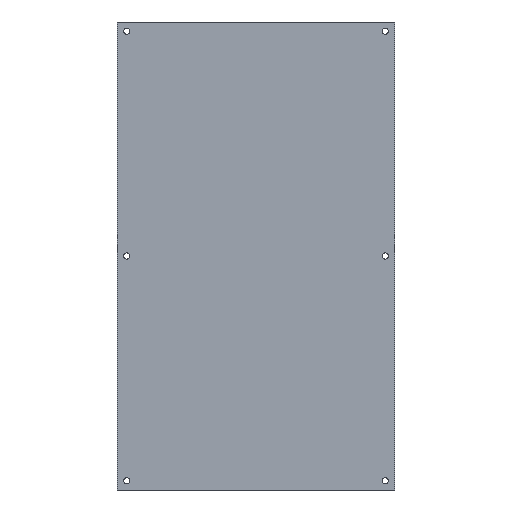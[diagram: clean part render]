
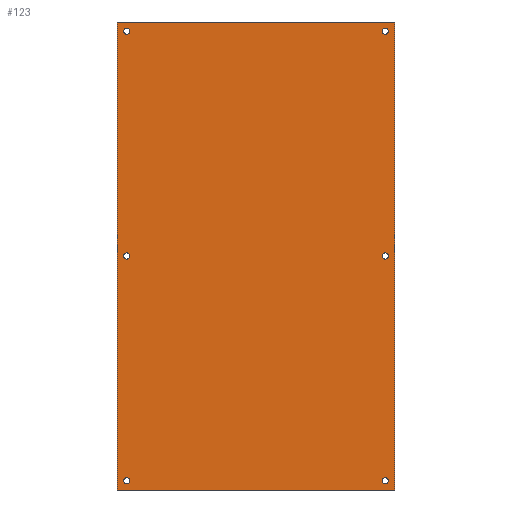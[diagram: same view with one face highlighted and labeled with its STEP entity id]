
A CAD part, front view. The second image highlights one B-rep face of the part: STEP entity #123.
In plain terms, the highlighted planar face has unit normal (0, -1, 0).
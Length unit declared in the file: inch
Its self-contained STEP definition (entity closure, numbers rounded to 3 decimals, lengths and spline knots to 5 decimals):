
#2 = AXIS2_PLACEMENT_3D ( 'NONE', #473, #398, #296 ) ;
#14 = VERTEX_POINT ( 'NONE', #420 ) ;
#18 = VERTEX_POINT ( 'NONE', #425 ) ;
#26 = EDGE_LOOP ( 'NONE', ( #544, #252 ) ) ;
#30 = ORIENTED_EDGE ( 'NONE', *, *, #648, .F. ) ;
#34 = AXIS2_PLACEMENT_3D ( 'NONE', #466, #522, #423 ) ;
#37 = CARTESIAN_POINT ( 'NONE',  ( 10.5, 0., 18.25 ) ) ;
#38 = EDGE_CURVE ( 'NONE', #647, #101, #120, .T. ) ;
#43 = CIRCLE ( 'NONE', #310, 0.25 ) ;
#49 = DIRECTION ( 'NONE',  ( 0., 0., -1. ) ) ;
#50 = VERTEX_POINT ( 'NONE', #61 ) ;
#52 = DIRECTION ( 'NONE',  ( 0., -1., 0. ) ) ;
#55 = CIRCLE ( 'NONE', #668, 0.25 ) ;
#58 = VECTOR ( 'NONE', #551, 39.37008 ) ;
#61 = CARTESIAN_POINT ( 'NONE',  ( -10.5, 0., -18.5 ) ) ;
#63 = DIRECTION ( 'NONE',  ( 0., 0., -1. ) ) ;
#66 = VECTOR ( 'NONE', #363, 39.37008 ) ;
#69 = DIRECTION ( 'NONE',  ( 1., 0., 0. ) ) ;
#76 = EDGE_LOOP ( 'NONE', ( #197, #240 ) ) ;
#78 = VERTEX_POINT ( 'NONE', #429 ) ;
#86 = EDGE_CURVE ( 'NONE', #50, #97, #608, .T. ) ;
#90 = DIRECTION ( 'NONE',  ( 0., 0., -1. ) ) ;
#93 = CARTESIAN_POINT ( 'NONE',  ( -11.25, 0., 19. ) ) ;
#97 = VERTEX_POINT ( 'NONE', #323 ) ;
#100 = EDGE_CURVE ( 'NONE', #610, #548, #55, .T. ) ;
#101 = VERTEX_POINT ( 'NONE', #370 ) ;
#102 = DIRECTION ( 'NONE',  ( 0., 0., -1. ) ) ;
#118 = CARTESIAN_POINT ( 'NONE',  ( 11.25, 0., -19. ) ) ;
#120 = CIRCLE ( 'NONE', #511, 0.25 ) ;
#123 = ADVANCED_FACE ( 'NONE', ( #487, #169, #421, #435, #625, #385, #636 ), #156, .F. ) ;
#124 = ORIENTED_EDGE ( 'NONE', *, *, #38, .F. ) ;
#128 = LINE ( 'NONE', #441, #166 ) ;
#132 = AXIS2_PLACEMENT_3D ( 'NONE', #358, #618, #145 ) ;
#145 = DIRECTION ( 'NONE',  ( 0., 0., -1. ) ) ;
#146 = AXIS2_PLACEMENT_3D ( 'NONE', #366, #573, #102 ) ;
#149 = CARTESIAN_POINT ( 'NONE',  ( 10.5, 0., -18. ) ) ;
#151 = EDGE_LOOP ( 'NONE', ( #484, #124 ) ) ;
#156 = PLANE ( 'NONE',  #262 ) ;
#157 = ORIENTED_EDGE ( 'NONE', *, *, #654, .F. ) ;
#158 = CARTESIAN_POINT ( 'NONE',  ( 10.5, 0., 0. ) ) ;
#161 = CARTESIAN_POINT ( 'NONE',  ( 11.25, 0., 19. ) ) ;
#163 = AXIS2_PLACEMENT_3D ( 'NONE', #375, #325, #63 ) ;
#166 = VECTOR ( 'NONE', #510, 39.37008 ) ;
#168 = CARTESIAN_POINT ( 'NONE',  ( 10.5, 0., 18.5 ) ) ;
#169 = FACE_BOUND ( 'NONE', #26, .T. ) ;
#197 = ORIENTED_EDGE ( 'NONE', *, *, #100, .F. ) ;
#200 = DIRECTION ( 'NONE',  ( 0., -1., 0. ) ) ;
#212 = VERTEX_POINT ( 'NONE', #161 ) ;
#219 = DIRECTION ( 'NONE',  ( 0., -1., 0. ) ) ;
#225 = CIRCLE ( 'NONE', #601, 0.25 ) ;
#234 = EDGE_CURVE ( 'NONE', #97, #50, #669, .T. ) ;
#235 = VERTEX_POINT ( 'NONE', #118 ) ;
#236 = ORIENTED_EDGE ( 'NONE', *, *, #369, .F. ) ;
#240 = ORIENTED_EDGE ( 'NONE', *, *, #404, .F. ) ;
#244 = CIRCLE ( 'NONE', #353, 0.25 ) ;
#248 = DIRECTION ( 'NONE',  ( 0., -1., 0. ) ) ;
#252 = ORIENTED_EDGE ( 'NONE', *, *, #234, .F. ) ;
#257 = EDGE_LOOP ( 'NONE', ( #30, #368, #236, #549 ) ) ;
#259 = ORIENTED_EDGE ( 'NONE', *, *, #513, .F. ) ;
#262 = AXIS2_PLACEMENT_3D ( 'NONE', #576, #380, #533 ) ;
#264 = DIRECTION ( 'NONE',  ( 0., 0., -1. ) ) ;
#269 = DIRECTION ( 'NONE',  ( 0., 0., -1. ) ) ;
#273 = CARTESIAN_POINT ( 'NONE',  ( -10.5, 0., 18.25 ) ) ;
#287 = ORIENTED_EDGE ( 'NONE', *, *, #387, .F. ) ;
#296 = DIRECTION ( 'NONE',  ( 0., 0., -1. ) ) ;
#310 = AXIS2_PLACEMENT_3D ( 'NONE', #37, #248, #645 ) ;
#323 = CARTESIAN_POINT ( 'NONE',  ( -10.5, 0., -18. ) ) ;
#325 = DIRECTION ( 'NONE',  ( 0., -1., 0. ) ) ;
#335 = VERTEX_POINT ( 'NONE', #168 ) ;
#339 = EDGE_CURVE ( 'NONE', #335, #78, #225, .T. ) ;
#341 = CARTESIAN_POINT ( 'NONE',  ( 11.25, 0., 19. ) ) ;
#345 = AXIS2_PLACEMENT_3D ( 'NONE', #414, #371, #90 ) ;
#353 = AXIS2_PLACEMENT_3D ( 'NONE', #158, #52, #264 ) ;
#356 = CIRCLE ( 'NONE', #146, 0.25 ) ;
#357 = VERTEX_POINT ( 'NONE', #475 ) ;
#358 = CARTESIAN_POINT ( 'NONE',  ( -10.5, 0., 18.25 ) ) ;
#363 = DIRECTION ( 'NONE',  ( 0., 0., 1. ) ) ;
#365 = ORIENTED_EDGE ( 'NONE', *, *, #469, .F. ) ;
#366 = CARTESIAN_POINT ( 'NONE',  ( -10.5, 0., 0. ) ) ;
#368 = ORIENTED_EDGE ( 'NONE', *, *, #663, .F. ) ;
#369 = EDGE_CURVE ( 'NONE', #357, #212, #383, .T. ) ;
#370 = CARTESIAN_POINT ( 'NONE',  ( -10.5, 0., -0.25 ) ) ;
#371 = DIRECTION ( 'NONE',  ( 0., -1., 0. ) ) ;
#375 = CARTESIAN_POINT ( 'NONE',  ( -10.5, 0., -18.25 ) ) ;
#377 = AXIS2_PLACEMENT_3D ( 'NONE', #476, #219, #49 ) ;
#378 = CARTESIAN_POINT ( 'NONE',  ( -11.25, 0., 19. ) ) ;
#380 = DIRECTION ( 'NONE',  ( 0., 1., 0. ) ) ;
#383 = LINE ( 'NONE', #378, #604 ) ;
#385 = FACE_BOUND ( 'NONE', #447, .T. ) ;
#387 = EDGE_CURVE ( 'NONE', #617, #18, #641, .T. ) ;
#398 = DIRECTION ( 'NONE',  ( 0., -1., 0. ) ) ;
#401 = CIRCLE ( 'NONE', #132, 0.25 ) ;
#403 = LINE ( 'NONE', #341, #58 ) ;
#404 = EDGE_CURVE ( 'NONE', #548, #610, #401, .T. ) ;
#405 = ORIENTED_EDGE ( 'NONE', *, *, #508, .F. ) ;
#408 = VERTEX_POINT ( 'NONE', #149 ) ;
#414 = CARTESIAN_POINT ( 'NONE',  ( 10.5, 0., 0. ) ) ;
#420 = CARTESIAN_POINT ( 'NONE',  ( -11.25, 0., -19. ) ) ;
#421 = FACE_BOUND ( 'NONE', #151, .T. ) ;
#423 = DIRECTION ( 'NONE',  ( 0., 0., -1. ) ) ;
#425 = CARTESIAN_POINT ( 'NONE',  ( 10.5, 0., -0.25 ) ) ;
#429 = CARTESIAN_POINT ( 'NONE',  ( 10.5, 0., 18. ) ) ;
#435 = FACE_BOUND ( 'NONE', #76, .T. ) ;
#439 = CARTESIAN_POINT ( 'NONE',  ( 10.5, 0., 18.25 ) ) ;
#441 = CARTESIAN_POINT ( 'NONE',  ( -11.25, 0., -19. ) ) ;
#447 = EDGE_LOOP ( 'NONE', ( #405, #287 ) ) ;
#450 = EDGE_CURVE ( 'NONE', #14, #357, #565, .T. ) ;
#466 = CARTESIAN_POINT ( 'NONE',  ( 10.5, 0., -18.25 ) ) ;
#469 = EDGE_CURVE ( 'NONE', #408, #496, #616, .T. ) ;
#473 = CARTESIAN_POINT ( 'NONE',  ( 10.5, 0., -18.25 ) ) ;
#475 = CARTESIAN_POINT ( 'NONE',  ( -11.25, 0., 19. ) ) ;
#476 = CARTESIAN_POINT ( 'NONE',  ( -10.5, 0., -18.25 ) ) ;
#481 = DIRECTION ( 'NONE',  ( 0., -1., 0. ) ) ;
#484 = ORIENTED_EDGE ( 'NONE', *, *, #499, .F. ) ;
#487 = FACE_OUTER_BOUND ( 'NONE', #257, .T. ) ;
#492 = CARTESIAN_POINT ( 'NONE',  ( 10.5, 0., 0.25 ) ) ;
#496 = VERTEX_POINT ( 'NONE', #627 ) ;
#499 = EDGE_CURVE ( 'NONE', #101, #647, #356, .T. ) ;
#504 = CARTESIAN_POINT ( 'NONE',  ( -10.5, 0., 18.5 ) ) ;
#508 = EDGE_CURVE ( 'NONE', #18, #617, #244, .T. ) ;
#510 = DIRECTION ( 'NONE',  ( -1., 0., 0. ) ) ;
#511 = AXIS2_PLACEMENT_3D ( 'NONE', #620, #200, #566 ) ;
#513 = EDGE_CURVE ( 'NONE', #496, #408, #518, .T. ) ;
#518 = CIRCLE ( 'NONE', #2, 0.25 ) ;
#522 = DIRECTION ( 'NONE',  ( 0., -1., 0. ) ) ;
#533 = DIRECTION ( 'NONE',  ( 0., 0., 1. ) ) ;
#542 = CARTESIAN_POINT ( 'NONE',  ( -10.5, 0., 0.25 ) ) ;
#544 = ORIENTED_EDGE ( 'NONE', *, *, #86, .F. ) ;
#548 = VERTEX_POINT ( 'NONE', #504 ) ;
#549 = ORIENTED_EDGE ( 'NONE', *, *, #450, .F. ) ;
#551 = DIRECTION ( 'NONE',  ( 0., 0., -1. ) ) ;
#561 = EDGE_LOOP ( 'NONE', ( #157, #684 ) ) ;
#565 = LINE ( 'NONE', #93, #66 ) ;
#566 = DIRECTION ( 'NONE',  ( 0., 0., -1. ) ) ;
#573 = DIRECTION ( 'NONE',  ( 0., -1., 0. ) ) ;
#576 = CARTESIAN_POINT ( 'NONE',  ( -11.25, 0., 19. ) ) ;
#601 = AXIS2_PLACEMENT_3D ( 'NONE', #439, #623, #628 ) ;
#604 = VECTOR ( 'NONE', #69, 39.37008 ) ;
#608 = CIRCLE ( 'NONE', #377, 0.25 ) ;
#610 = VERTEX_POINT ( 'NONE', #657 ) ;
#612 = EDGE_LOOP ( 'NONE', ( #259, #365 ) ) ;
#616 = CIRCLE ( 'NONE', #34, 0.25 ) ;
#617 = VERTEX_POINT ( 'NONE', #492 ) ;
#618 = DIRECTION ( 'NONE',  ( 0., -1., 0. ) ) ;
#620 = CARTESIAN_POINT ( 'NONE',  ( -10.5, 0., 0. ) ) ;
#623 = DIRECTION ( 'NONE',  ( 0., -1., 0. ) ) ;
#625 = FACE_BOUND ( 'NONE', #612, .T. ) ;
#627 = CARTESIAN_POINT ( 'NONE',  ( 10.5, 0., -18.5 ) ) ;
#628 = DIRECTION ( 'NONE',  ( 0., 0., -1. ) ) ;
#636 = FACE_BOUND ( 'NONE', #561, .T. ) ;
#641 = CIRCLE ( 'NONE', #345, 0.25 ) ;
#645 = DIRECTION ( 'NONE',  ( 0., 0., -1. ) ) ;
#647 = VERTEX_POINT ( 'NONE', #542 ) ;
#648 = EDGE_CURVE ( 'NONE', #235, #14, #128, .T. ) ;
#654 = EDGE_CURVE ( 'NONE', #78, #335, #43, .T. ) ;
#657 = CARTESIAN_POINT ( 'NONE',  ( -10.5, 0., 18. ) ) ;
#663 = EDGE_CURVE ( 'NONE', #212, #235, #403, .T. ) ;
#668 = AXIS2_PLACEMENT_3D ( 'NONE', #273, #481, #269 ) ;
#669 = CIRCLE ( 'NONE', #163, 0.25 ) ;
#684 = ORIENTED_EDGE ( 'NONE', *, *, #339, .F. ) ;
